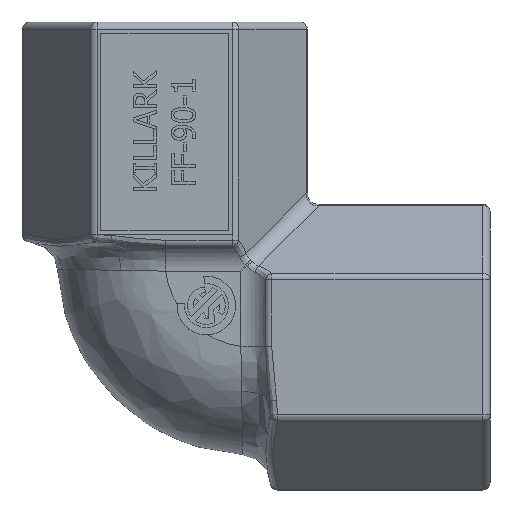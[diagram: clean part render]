
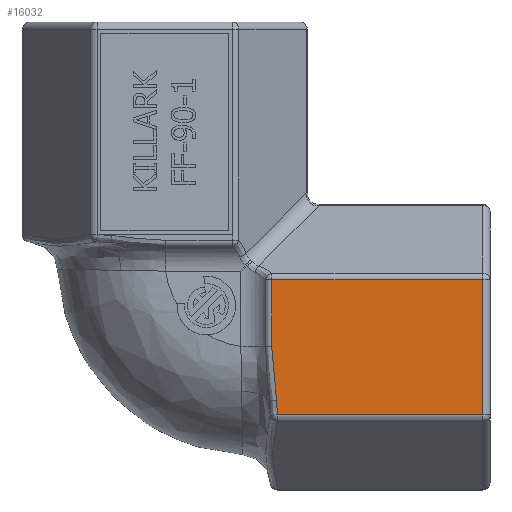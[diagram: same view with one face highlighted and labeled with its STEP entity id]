
A CAD part, left-side view. The second image highlights one B-rep face of the part: STEP entity #16032.
In plain terms, the highlighted planar face has unit normal (-1, 0, 0).
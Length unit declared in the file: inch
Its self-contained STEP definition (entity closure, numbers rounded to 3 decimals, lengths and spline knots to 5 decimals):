
#648=PLANE('',#16793);
#2232=LINE('',#27807,#3847);
#2247=LINE('',#27979,#3862);
#2250=LINE('',#28018,#3865);
#2252=LINE('',#28168,#3867);
#3847=VECTOR('',#19675,0.3937);
#3862=VECTOR('',#19796,0.3937);
#3865=VECTOR('',#19807,0.3937);
#3867=VECTOR('',#19839,0.3937);
#4758=FACE_OUTER_BOUND('',#5710,.T.);
#5710=EDGE_LOOP('',(#14660,#14661,#14662,#14663,#14664,#14665));
#6425=B_SPLINE_CURVE_WITH_KNOTS('',3,(#28010,#28011,#28012,#28013),
 .UNSPECIFIED.,.F.,.F.,(4,4),(0.,0.58453),.UNSPECIFIED.);
#6426=B_SPLINE_CURVE_WITH_KNOTS('',3,(#28044,#28045,#28046,#28047),
 .UNSPECIFIED.,.F.,.F.,(4,4),(0.02711,0.18743),
 .UNSPECIFIED.);
#7895=VERTEX_POINT('',#27801);
#7897=VERTEX_POINT('',#27805);
#7922=VERTEX_POINT('',#27976);
#7923=VERTEX_POINT('',#27978);
#7926=VERTEX_POINT('',#28008);
#7929=VERTEX_POINT('',#28042);
#10124=EDGE_CURVE('',#7897,#7895,#2232,.T.);
#10174=EDGE_CURVE('',#7922,#7923,#2247,.T.);
#10179=EDGE_CURVE('',#7926,#7922,#6425,.T.);
#10182=EDGE_CURVE('',#7923,#7897,#2250,.T.);
#10185=EDGE_CURVE('',#7929,#7926,#6426,.T.);
#10199=EDGE_CURVE('',#7895,#7929,#2252,.T.);
#14660=ORIENTED_EDGE('',*,*,#10124,.F.);
#14661=ORIENTED_EDGE('',*,*,#10182,.F.);
#14662=ORIENTED_EDGE('',*,*,#10174,.F.);
#14663=ORIENTED_EDGE('',*,*,#10179,.F.);
#14664=ORIENTED_EDGE('',*,*,#10185,.F.);
#14665=ORIENTED_EDGE('',*,*,#10199,.F.);
#16032=ADVANCED_FACE('',(#4758),#648,.T.);
#16793=AXIS2_PLACEMENT_3D('',#28167,#19837,#19838);
#19675=DIRECTION('',(0.,0.,-1.));
#19796=DIRECTION('',(0.,0.,1.));
#19807=DIRECTION('',(0.,-1.,0.));
#19837=DIRECTION('center_axis',(-1.,0.,0.));
#19838=DIRECTION('ref_axis',(0.,0.,1.));
#19839=DIRECTION('',(0.,1.,0.));
#27801=CARTESIAN_POINT('',(-0.53125,-0.96875,-0.67524));
#27805=CARTESIAN_POINT('',(-0.53125,-0.96875,-0.09789));
#27807=CARTESIAN_POINT('',(-0.53125,-0.96875,-0.23321));
#27976=CARTESIAN_POINT('',(-0.53125,-0.06941,-0.38309));
#27978=CARTESIAN_POINT('',(-0.53125,-0.06941,-0.09789));
#27979=CARTESIAN_POINT('',(-0.53125,-0.06941,-0.38657));
#28008=CARTESIAN_POINT('',(-0.53125,-0.08993,-0.61222));
#28010=CARTESIAN_POINT('Ctrl Pts',(-0.53125,-0.08993,-0.61222));
#28011=CARTESIAN_POINT('Ctrl Pts',(-0.53125,-0.08283,-0.53584));
#28012=CARTESIAN_POINT('Ctrl Pts',(-0.53125,-0.06941,-0.4598));
#28013=CARTESIAN_POINT('Ctrl Pts',(-0.53125,-0.06941,-0.38309));
#28018=CARTESIAN_POINT('',(-0.53125,-0.53125,-0.09789));
#28042=CARTESIAN_POINT('',(-0.53125,-0.09366,-0.67524));
#28044=CARTESIAN_POINT('Ctrl Pts',(-0.53125,-0.09366,-0.67524));
#28045=CARTESIAN_POINT('Ctrl Pts',(-0.53125,-0.09329,-0.6542));
#28046=CARTESIAN_POINT('Ctrl Pts',(-0.53125,-0.09188,-0.63317));
#28047=CARTESIAN_POINT('Ctrl Pts',(-0.53125,-0.08993,-0.61222));
#28167=CARTESIAN_POINT('Origin',(-0.53125,-1.,-0.07985));
#28168=CARTESIAN_POINT('',(-0.53125,-1.,-0.67524));
